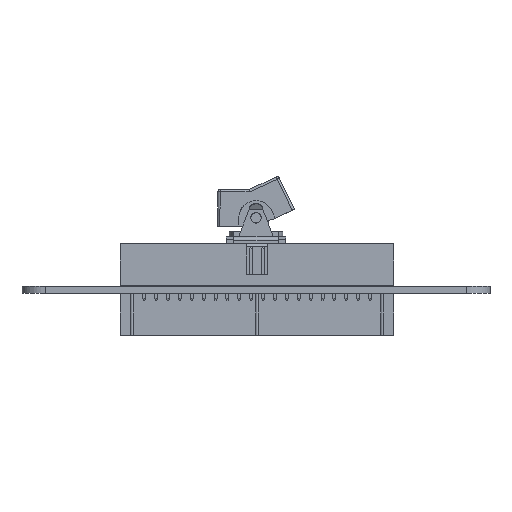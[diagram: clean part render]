
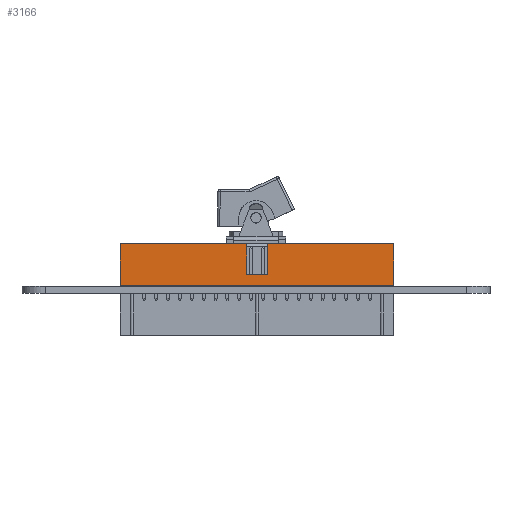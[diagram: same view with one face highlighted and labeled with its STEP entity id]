
A CAD part, front view. The second image highlights one B-rep face of the part: STEP entity #3166.
In plain terms, the highlighted planar face has unit normal (0, -1, 0).
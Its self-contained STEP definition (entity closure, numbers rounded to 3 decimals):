
#1820 = VERTEX_POINT('',#1821);
#1821 = CARTESIAN_POINT('',(29.23,-4.425,-4.425));
#1827 = EDGE_CURVE('',#1820,#1828,#1830,.T.);
#1828 = VERTEX_POINT('',#1829);
#1829 = CARTESIAN_POINT('',(-29.23,-4.425,-4.425));
#1830 = LINE('',#1831,#1832);
#1831 = CARTESIAN_POINT('',(29.23,-4.425,-4.425));
#1832 = VECTOR('',#1833,1.);
#1833 = DIRECTION('',(-1.,0.,0.));
#3166 = ADVANCED_FACE('',(#3167),#3224,.F.);
#3167 = FACE_BOUND('',#3168,.T.);
#3168 = EDGE_LOOP('',(#3169,#3179,#3187,#3195,#3203,#3209,#3210,#3218));
#3169 = ORIENTED_EDGE('',*,*,#3170,.F.);
#3170 = EDGE_CURVE('',#3171,#3173,#3175,.T.);
#3171 = VERTEX_POINT('',#3172);
#3172 = CARTESIAN_POINT('',(2.25,-4.425,-2.075));
#3173 = VERTEX_POINT('',#3174);
#3174 = CARTESIAN_POINT('',(2.25,-4.425,4.425));
#3175 = LINE('',#3176,#3177);
#3176 = CARTESIAN_POINT('',(2.25,-4.425,-2.075));
#3177 = VECTOR('',#3178,1.);
#3178 = DIRECTION('',(0.,0.,1.));
#3179 = ORIENTED_EDGE('',*,*,#3180,.T.);
#3180 = EDGE_CURVE('',#3171,#3181,#3183,.T.);
#3181 = VERTEX_POINT('',#3182);
#3182 = CARTESIAN_POINT('',(-2.25,-4.425,-2.075));
#3183 = LINE('',#3184,#3185);
#3184 = CARTESIAN_POINT('',(2.25,-4.425,-2.075));
#3185 = VECTOR('',#3186,1.);
#3186 = DIRECTION('',(-1.,0.,0.));
#3187 = ORIENTED_EDGE('',*,*,#3188,.T.);
#3188 = EDGE_CURVE('',#3181,#3189,#3191,.T.);
#3189 = VERTEX_POINT('',#3190);
#3190 = CARTESIAN_POINT('',(-2.25,-4.425,4.425));
#3191 = LINE('',#3192,#3193);
#3192 = CARTESIAN_POINT('',(-2.25,-4.425,-2.075));
#3193 = VECTOR('',#3194,1.);
#3194 = DIRECTION('',(0.,0.,1.));
#3195 = ORIENTED_EDGE('',*,*,#3196,.F.);
#3196 = EDGE_CURVE('',#3197,#3189,#3199,.T.);
#3197 = VERTEX_POINT('',#3198);
#3198 = CARTESIAN_POINT('',(-29.23,-4.425,4.425));
#3199 = LINE('',#3200,#3201);
#3200 = CARTESIAN_POINT('',(-29.23,-4.425,4.425));
#3201 = VECTOR('',#3202,1.);
#3202 = DIRECTION('',(1.,0.,0.));
#3203 = ORIENTED_EDGE('',*,*,#3204,.F.);
#3204 = EDGE_CURVE('',#1828,#3197,#3205,.T.);
#3205 = LINE('',#3206,#3207);
#3206 = CARTESIAN_POINT('',(-29.23,-4.425,-4.425));
#3207 = VECTOR('',#3208,1.);
#3208 = DIRECTION('',(0.,0.,1.));
#3209 = ORIENTED_EDGE('',*,*,#1827,.F.);
#3210 = ORIENTED_EDGE('',*,*,#3211,.F.);
#3211 = EDGE_CURVE('',#3212,#1820,#3214,.T.);
#3212 = VERTEX_POINT('',#3213);
#3213 = CARTESIAN_POINT('',(29.23,-4.425,4.425));
#3214 = LINE('',#3215,#3216);
#3215 = CARTESIAN_POINT('',(29.23,-4.425,4.425));
#3216 = VECTOR('',#3217,1.);
#3217 = DIRECTION('',(0.,0.,-1.));
#3218 = ORIENTED_EDGE('',*,*,#3219,.F.);
#3219 = EDGE_CURVE('',#3173,#3212,#3220,.T.);
#3220 = LINE('',#3221,#3222);
#3221 = CARTESIAN_POINT('',(-29.23,-4.425,4.425));
#3222 = VECTOR('',#3223,1.);
#3223 = DIRECTION('',(1.,0.,0.));
#3224 = PLANE('',#3225);
#3225 = AXIS2_PLACEMENT_3D('',#3226,#3227,#3228);
#3226 = CARTESIAN_POINT('',(0.,-4.425,0.));
#3227 = DIRECTION('',(0.,1.,0.));
#3228 = DIRECTION('',(0.,-0.,1.));
